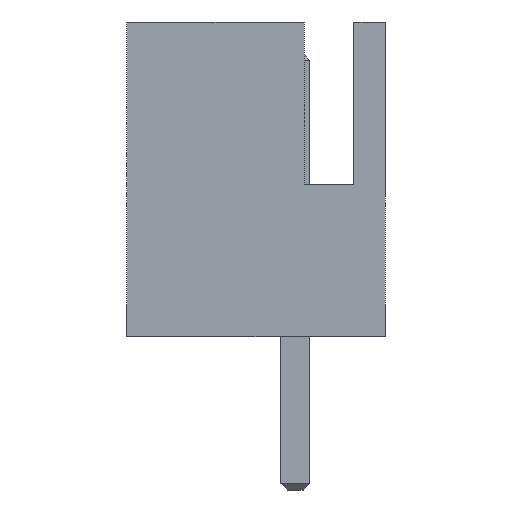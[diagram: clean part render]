
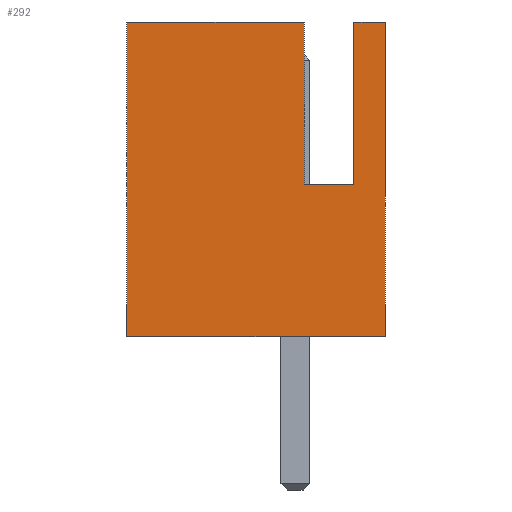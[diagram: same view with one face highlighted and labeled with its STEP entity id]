
A CAD part, left-side view. The second image highlights one B-rep face of the part: STEP entity #292.
In plain terms, the highlighted planar face has unit normal (-1, 0, 0).
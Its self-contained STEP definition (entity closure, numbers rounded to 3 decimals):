
#275 = ORIENTED_EDGE ( 'NONE', *, *, #1465, .F. ) ;
#292 = ADVANCED_FACE ( 'NONE', ( #588 ), #4589, .F. ) ;
#396 = CARTESIAN_POINT ( 'NONE',  ( -11.2, -2.175, 3.4 ) ) ;
#588 = FACE_OUTER_BOUND ( 'NONE', #3040, .T. ) ;
#642 = VERTEX_POINT ( 'NONE', #3788 ) ;
#696 = CARTESIAN_POINT ( 'NONE',  ( -11.2, -2.875, 7. ) ) ;
#721 = DIRECTION ( 'NONE',  ( 0., 0., -1. ) ) ;
#783 = CARTESIAN_POINT ( 'NONE',  ( -11.2, 2.875, 7. ) ) ;
#844 = LINE ( 'NONE', #4388, #5218 ) ;
#1002 = VECTOR ( 'NONE', #3751, 1000. ) ;
#1120 = LINE ( 'NONE', #4141, #6125 ) ;
#1157 = ORIENTED_EDGE ( 'NONE', *, *, #3077, .F. ) ;
#1208 = EDGE_CURVE ( 'NONE', #642, #3045, #2236, .T. ) ;
#1248 = VERTEX_POINT ( 'NONE', #5812 ) ;
#1465 = EDGE_CURVE ( 'NONE', #3278, #1248, #4130, .T. ) ;
#1491 = CARTESIAN_POINT ( 'NONE',  ( -11.2, -2.875, 7. ) ) ;
#1654 = VECTOR ( 'NONE', #6370, 1000. ) ;
#1949 = EDGE_CURVE ( 'NONE', #5918, #3290, #4818, .T. ) ;
#1984 = ORIENTED_EDGE ( 'NONE', *, *, #4678, .F. ) ;
#2009 = CARTESIAN_POINT ( 'NONE',  ( -11.2, -2.875, 0. ) ) ;
#2067 = EDGE_CURVE ( 'NONE', #5918, #642, #5807, .T. ) ;
#2072 = ORIENTED_EDGE ( 'NONE', *, *, #4309, .F. ) ;
#2109 = CARTESIAN_POINT ( 'NONE',  ( -11.2, 2.875, 7. ) ) ;
#2141 = CARTESIAN_POINT ( 'NONE',  ( -11.2, -2.875, 7. ) ) ;
#2229 = CARTESIAN_POINT ( 'NONE',  ( -11.2, -2.875, 7. ) ) ;
#2236 = LINE ( 'NONE', #5222, #4800 ) ;
#2321 = DIRECTION ( 'NONE',  ( 0., -1., 0. ) ) ;
#2333 = LINE ( 'NONE', #696, #1002 ) ;
#2656 = LINE ( 'NONE', #6241, #5721 ) ;
#2919 = CARTESIAN_POINT ( 'NONE',  ( -11.2, -1.075, 3.4 ) ) ;
#3040 = EDGE_LOOP ( 'NONE', ( #1157, #275, #4383, #1984, #3345, #6101, #5119, #2072 ) ) ;
#3045 = VERTEX_POINT ( 'NONE', #2009 ) ;
#3061 = DIRECTION ( 'NONE',  ( 0., -1., 0. ) ) ;
#3077 = EDGE_CURVE ( 'NONE', #1248, #5412, #1120, .T. ) ;
#3157 = DIRECTION ( 'NONE',  ( 0., 0., -1. ) ) ;
#3278 = VERTEX_POINT ( 'NONE', #396 ) ;
#3290 = VERTEX_POINT ( 'NONE', #6410 ) ;
#3345 = ORIENTED_EDGE ( 'NONE', *, *, #1949, .F. ) ;
#3543 = VECTOR ( 'NONE', #3707, 1000. ) ;
#3707 = DIRECTION ( 'NONE',  ( 0., 0., 1. ) ) ;
#3722 = VERTEX_POINT ( 'NONE', #2919 ) ;
#3751 = DIRECTION ( 'NONE',  ( 0., 0., -1. ) ) ;
#3788 = CARTESIAN_POINT ( 'NONE',  ( -11.2, 2.875, 0. ) ) ;
#3887 = AXIS2_PLACEMENT_3D ( 'NONE', #2229, #5612, #5148 ) ;
#4130 = LINE ( 'NONE', #4620, #3543 ) ;
#4141 = CARTESIAN_POINT ( 'NONE',  ( -11.2, -2.875, 7. ) ) ;
#4309 = EDGE_CURVE ( 'NONE', #5412, #3045, #2333, .T. ) ;
#4383 = ORIENTED_EDGE ( 'NONE', *, *, #6405, .F. ) ;
#4388 = CARTESIAN_POINT ( 'NONE',  ( -11.2, -2.175, 3.4 ) ) ;
#4445 = VECTOR ( 'NONE', #3157, 1000. ) ;
#4589 = PLANE ( 'NONE',  #3887 ) ;
#4620 = CARTESIAN_POINT ( 'NONE',  ( -11.2, -2.175, 7. ) ) ;
#4678 = EDGE_CURVE ( 'NONE', #3290, #3722, #2656, .T. ) ;
#4800 = VECTOR ( 'NONE', #5285, 1000. ) ;
#4818 = LINE ( 'NONE', #2141, #1654 ) ;
#5119 = ORIENTED_EDGE ( 'NONE', *, *, #1208, .T. ) ;
#5148 = DIRECTION ( 'NONE',  ( 0., 0., -1. ) ) ;
#5218 = VECTOR ( 'NONE', #2321, 1000. ) ;
#5222 = CARTESIAN_POINT ( 'NONE',  ( -11.2, -2.875, 0. ) ) ;
#5285 = DIRECTION ( 'NONE',  ( 0., -1., 0. ) ) ;
#5412 = VERTEX_POINT ( 'NONE', #1491 ) ;
#5612 = DIRECTION ( 'NONE',  ( 1., 0., 0. ) ) ;
#5721 = VECTOR ( 'NONE', #721, 1000. ) ;
#5807 = LINE ( 'NONE', #783, #4445 ) ;
#5812 = CARTESIAN_POINT ( 'NONE',  ( -11.2, -2.175, 7. ) ) ;
#5918 = VERTEX_POINT ( 'NONE', #2109 ) ;
#6101 = ORIENTED_EDGE ( 'NONE', *, *, #2067, .T. ) ;
#6125 = VECTOR ( 'NONE', #3061, 1000. ) ;
#6241 = CARTESIAN_POINT ( 'NONE',  ( -11.2, -1.075, 7. ) ) ;
#6370 = DIRECTION ( 'NONE',  ( 0., -1., 0. ) ) ;
#6405 = EDGE_CURVE ( 'NONE', #3722, #3278, #844, .T. ) ;
#6410 = CARTESIAN_POINT ( 'NONE',  ( -11.2, -1.075, 7. ) ) ;
